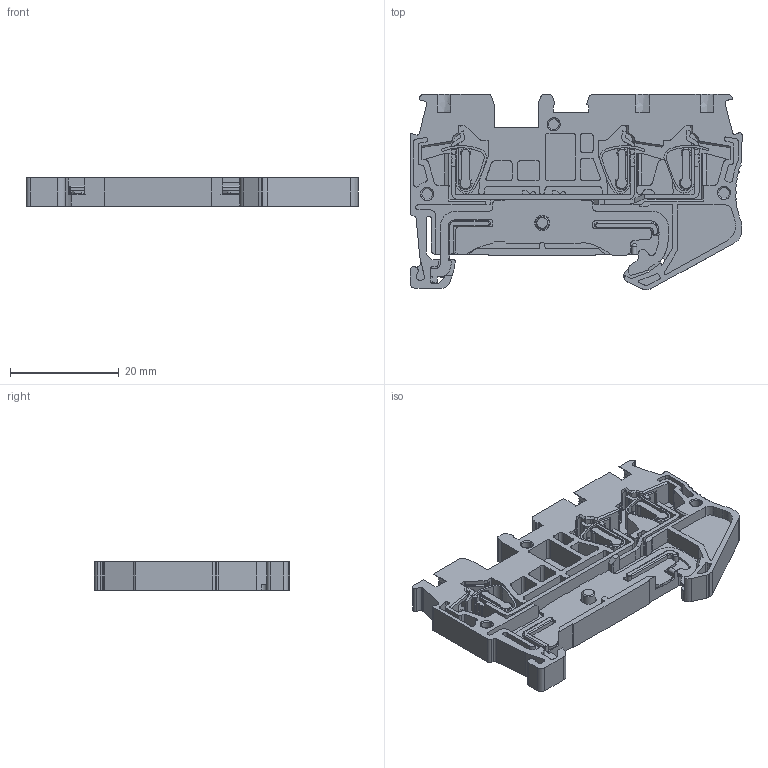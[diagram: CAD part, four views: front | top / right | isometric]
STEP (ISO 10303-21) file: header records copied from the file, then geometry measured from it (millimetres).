
FILE_DESCRIPTION (( 'STEP AP214' ), '1' );
FILE_NAME ('FJ6-2.5D3.STEP', '2024-04-15T00:30:17', ( 'Windows User' ), ( 'P R C' ), 'SwSTEP 2.0', 'SolidWorks 2018', '' );
FILE_SCHEMA (( 'AUTOMOTIVE_DESIGN' ));
Length unit declared in the file: millimetre
Products named in the file (1): FJ6-2.5D3
Bounding box: 61 x 35.85 x 5.2 mm (x, y, z)
Volume: 4151.3 mm3; surface area: 10212.9 mm2
Topology: 5 solids, 5 shells, 1079 faces, 3103 edges, 2046 vertices
Faces by surface type: plane 639, cylinder 386, bspline 43, cone 11
Entity records: 37936 total; most frequent: CARTESIAN_POINT 8335, ORIENTED_EDGE 6198, DIRECTION 5696, EDGE_CURVE 3099, LINE 2160, VECTOR 2160, VERTEX_POINT 2046, AXIS2_PLACEMENT_3D 1768
